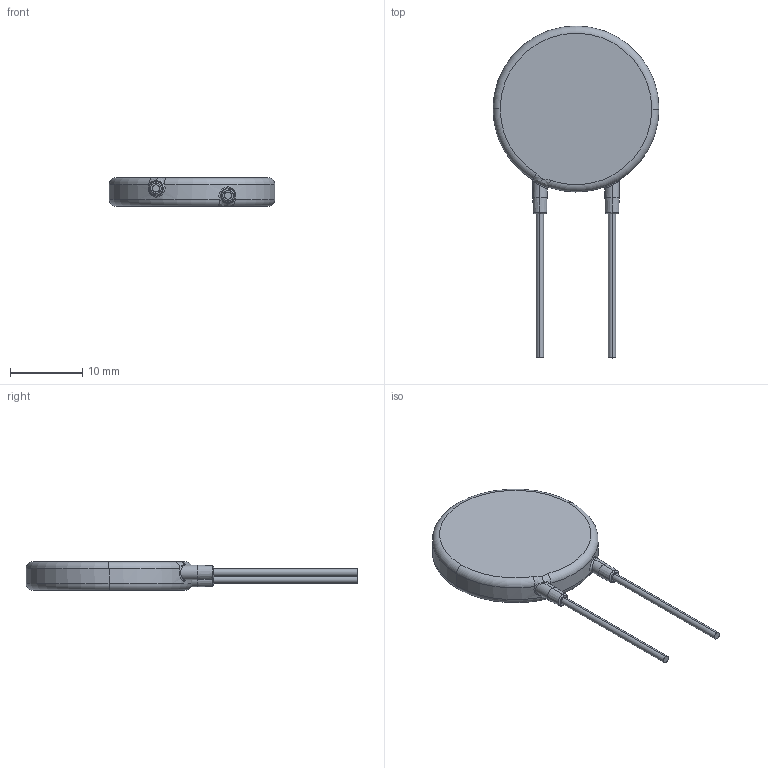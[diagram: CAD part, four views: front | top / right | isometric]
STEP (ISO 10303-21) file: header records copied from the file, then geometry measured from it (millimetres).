
FILE_DESCRIPTION (( 'STEP AP214' ), '1' );
FILE_NAME ('MOV-20D181K.STEP', '2023-02-24T23:45:43', ( '' ), ( '' ), 'SwSTEP 2.0', 'SolidWorks 2021', '' );
FILE_SCHEMA (( 'AUTOMOTIVE_DESIGN' ));
Length unit declared in the file: millimetre
Products named in the file (1): MOV-20D181K
Bounding box: 23 x 46 x 4 mm (x, y, z)
Volume: 1688.3 mm3; surface area: 1233.9 mm2
Topology: 3 solids, 3 shells, 44 faces, 96 edges, 58 vertices
Faces by surface type: torus 14, cylinder 10, plane 8, bspline 8, cone 4
Entity records: 2264 total; most frequent: CARTESIAN_POINT 1255, DIRECTION 220, ORIENTED_EDGE 192, AXIS2_PLACEMENT_3D 103, EDGE_CURVE 96, CIRCLE 66, VERTEX_POINT 58, FACE_OUTER_BOUND 44
